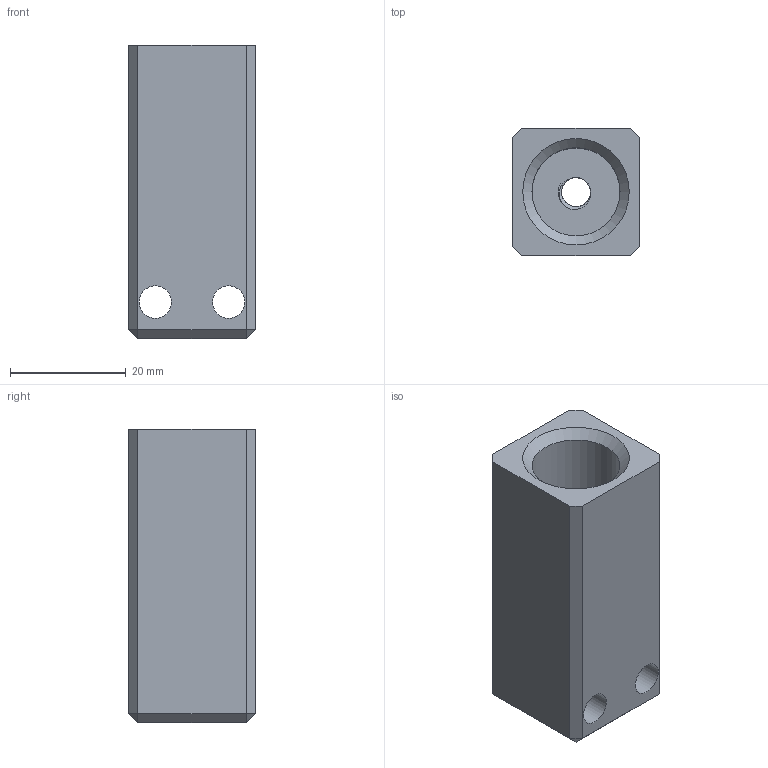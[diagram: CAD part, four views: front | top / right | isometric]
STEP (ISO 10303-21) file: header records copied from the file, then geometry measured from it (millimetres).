
FILE_DESCRIPTION(/* description */ (''),/* implementation_level */ '2;1');
FILE_NAME(/* name */ 'Gas Strut Mount.step',/* time_stamp */ '2023-11-18T06:02:52-05:00',/* author */ (''),/* organization */ (''),/* preprocessor_version */ 'ST-DEVELOPER v20',/* originating_system */ 'Autodesk Translation Framework v12.14.0.127',/* authorisation */ '');
FILE_SCHEMA (('AUTOMOTIVE_DESIGN { 1 0 10303 214 3 1 1 }'));
Length unit declared in the file: inch
Products named in the file (1): Gas Strut Mount
Bounding box: 21.97 x 21.97 x 50.8 mm (x, y, z)
Volume: 15750 mm3; surface area: 7925.8 mm2
Topology: 1 solids, 1 shells, 53 faces, 137 edges, 87 vertices
Faces by surface type: cylinder 31, plane 19, bspline 2, cone 1
Full cylindrical faces by diameter (mm): 5.035 x6, 5.613 x2, 6.147 x5, 15.254 x1
Entity records: 3169 total; most frequent: CARTESIAN_POINT 1945, ORIENTED_EDGE 274, DIRECTION 194, EDGE_CURVE 137, VERTEX_POINT 87, LINE 66, VECTOR 66, AXIS2_PLACEMENT_3D 64
